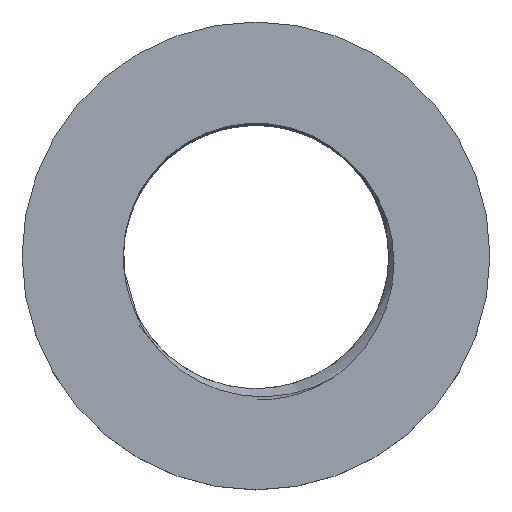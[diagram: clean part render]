
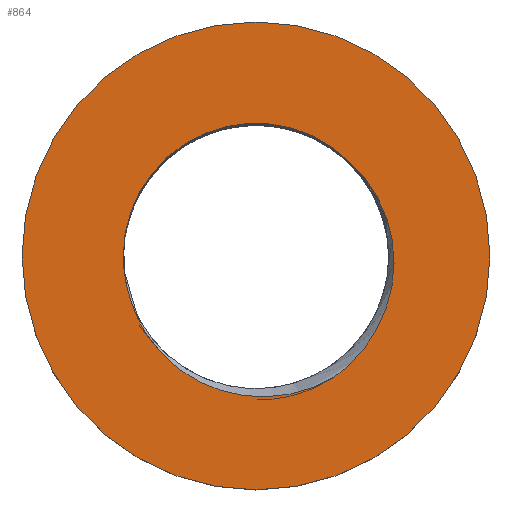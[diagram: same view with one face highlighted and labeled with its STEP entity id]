
A CAD part, top view. The second image highlights one B-rep face of the part: STEP entity #864.
In plain terms, the highlighted planar face has unit normal (0, 0, 1).
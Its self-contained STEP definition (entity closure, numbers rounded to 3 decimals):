
#864 = ADVANCED_FACE ( 'NONE', ( #12851, #12852 ), #13110, .T. ) ;
#961 = ORIENTED_EDGE ( 'NONE', *, *, #2489, .T. ) ;
#1142 = CIRCLE ( 'NONE', #12047, 4. ) ;
#1466 = CARTESIAN_POINT ( 'NONE',  ( 0., 0., 38. ) ) ;
#1467 = DIRECTION ( 'NONE',  ( 0., 0., -1. ) ) ;
#1468 = DIRECTION ( 'NONE',  ( -1., 0., 0. ) ) ;
#1472 = CARTESIAN_POINT ( 'NONE',  ( 2.345, -3.664, 38. ) ) ;
#1473 = CARTESIAN_POINT ( 'NONE',  ( 2.071, -3.822, 38. ) ) ;
#1474 = CARTESIAN_POINT ( 'NONE',  ( 1.784, -3.949, 38. ) ) ;
#1475 = CARTESIAN_POINT ( 'NONE',  ( 1.185, -4.14, 38. ) ) ;
#1476 = CARTESIAN_POINT ( 'NONE',  ( 0.872, -4.204, 38. ) ) ;
#1477 = CARTESIAN_POINT ( 'NONE',  ( 0.248, -4.258, 38. ) ) ;
#1478 = CARTESIAN_POINT ( 'NONE',  ( -0.069, -4.251, 38. ) ) ;
#1479 = CARTESIAN_POINT ( 'NONE',  ( -0.695, -4.164, 38. ) ) ;
#1480 = CARTESIAN_POINT ( 'NONE',  ( -1.004, -4.084, 38. ) ) ;
#1481 = CARTESIAN_POINT ( 'NONE',  ( -1.589, -3.861, 38. ) ) ;
#1482 = CARTESIAN_POINT ( 'NONE',  ( -1.867, -3.718, 38. ) ) ;
#1483 = CARTESIAN_POINT ( 'NONE',  ( -2.394, -3.365, 38. ) ) ;
#1484 = CARTESIAN_POINT ( 'NONE',  ( -2.637, -3.16, 38. ) ) ;
#1485 = CARTESIAN_POINT ( 'NONE',  ( -3.07, -2.7, 38. ) ) ;
#1486 = CARTESIAN_POINT ( 'NONE',  ( -3.26, -2.443, 38. ) ) ;
#1487 = CARTESIAN_POINT ( 'NONE',  ( -3.569, -1.901, 38. ) ) ;
#1488 = CARTESIAN_POINT ( 'NONE',  ( -3.692, -1.613, 38. ) ) ;
#1489 = CARTESIAN_POINT ( 'NONE',  ( -3.78, -1.309, 38. ) ) ;
#1490 = CARTESIAN_POINT ( 'NONE',  ( 2.828, 2.828, 38. ) ) ;
#1491 = CARTESIAN_POINT ( 'NONE',  ( 3.06, 2.617, 38. ) ) ;
#1492 = CARTESIAN_POINT ( 'NONE',  ( 3.262, 2.383, 38. ) ) ;
#1493 = CARTESIAN_POINT ( 'NONE',  ( 3.614, 1.872, 38. ) ) ;
#1494 = CARTESIAN_POINT ( 'NONE',  ( 3.762, 1.593, 38. ) ) ;
#1495 = CARTESIAN_POINT ( 'NONE',  ( 3.989, 1.017, 38. ) ) ;
#1496 = CARTESIAN_POINT ( 'NONE',  ( 4.07, 0.715, 38. ) ) ;
#1497 = CARTESIAN_POINT ( 'NONE',  ( 4.161, 0.097, 38. ) ) ;
#1498 = CARTESIAN_POINT ( 'NONE',  ( 4.171, -0.218, 38. ) ) ;
#1499 = CARTESIAN_POINT ( 'NONE',  ( 4.12, -0.84, 38. ) ) ;
#1500 = CARTESIAN_POINT ( 'NONE',  ( 4.059, -1.148, 38. ) ) ;
#1501 = CARTESIAN_POINT ( 'NONE',  ( 3.873, -1.737, 38. ) ) ;
#1502 = CARTESIAN_POINT ( 'NONE',  ( 3.747, -2.025, 38. ) ) ;
#1503 = CARTESIAN_POINT ( 'NONE',  ( 3.436, -2.566, 38. ) ) ;
#1504 = CARTESIAN_POINT ( 'NONE',  ( 3.25, -2.82, 38. ) ) ;
#1505 = CARTESIAN_POINT ( 'NONE',  ( 2.833, -3.278, 38. ) ) ;
#1506 = CARTESIAN_POINT ( 'NONE',  ( 2.601, -3.483, 38. ) ) ;
#1507 = CARTESIAN_POINT ( 'NONE',  ( 2.345, -3.664, 38. ) ) ;
#2487 = EDGE_CURVE ( 'NONE', #14140, #13828, #1142, .T. ) ;
#2489 = EDGE_CURVE ( 'NONE', #14130, #14140, #11263, .T. ) ;
#2490 = EDGE_CURVE ( 'NONE', #13902, #14130, #11262, .T. ) ;
#3591 = EDGE_CURVE ( 'NONE', #13828, #13902, #5764, .T. ) ;
#5688 = CARTESIAN_POINT ( 'NONE',  ( 0., 0., 38. ) ) ;
#5689 = DIRECTION ( 'NONE',  ( 0., 0., -1. ) ) ;
#5690 = DIRECTION ( 'NONE',  ( -1., 0., 0. ) ) ;
#5764 = CIRCLE ( 'NONE', #5962, 4. ) ;
#5962 = AXIS2_PLACEMENT_3D ( 'NONE', #5688, #5689, #5690 ) ;
#7760 = CIRCLE ( 'NONE', #9172, 7.05 ) ;
#8260 = CARTESIAN_POINT ( 'NONE',  ( -4., 0., 38. ) ) ;
#8334 = CARTESIAN_POINT ( 'NONE',  ( 2.828, 2.828, 38. ) ) ;
#8339 = CARTESIAN_POINT ( 'NONE',  ( 7.05, 0., 38. ) ) ;
#8430 = CARTESIAN_POINT ( 'NONE',  ( -7.05, 0., 38. ) ) ;
#8562 = CARTESIAN_POINT ( 'NONE',  ( 2.345, -3.664, 38. ) ) ;
#8572 = CARTESIAN_POINT ( 'NONE',  ( -3.78, -1.309, 38. ) ) ;
#8854 = CARTESIAN_POINT ( 'NONE',  ( 0., 0., 38. ) ) ;
#8855 = DIRECTION ( 'NONE',  ( 0., 0., 1. ) ) ;
#8856 = DIRECTION ( 'NONE',  ( -1., 0., 0. ) ) ;
#9172 = AXIS2_PLACEMENT_3D ( 'NONE', #8854, #8855, #8856 ) ;
#9255 = AXIS2_PLACEMENT_3D ( 'NONE', #10517, #10518, #10519 ) ;
#9778 = CIRCLE ( 'NONE', #9255, 7.05 ) ;
#10517 = CARTESIAN_POINT ( 'NONE',  ( 0., 0., 38. ) ) ;
#10518 = DIRECTION ( 'NONE',  ( 0., 0., 1. ) ) ;
#10519 = DIRECTION ( 'NONE',  ( -1., 0., 0. ) ) ;
#10609 = EDGE_LOOP ( 'NONE', ( #961, #11404, #11310, #11415 ) ) ;
#10611 = EDGE_LOOP ( 'NONE', ( #11378, #11312 ) ) ;
#11262 = B_SPLINE_CURVE_WITH_KNOTS ( 'NONE', 3,
 ( #1490, #1491, #1492, #1493, #1494, #1495, #1496, #1497, #1498, #1499, #1500, #1501, #1502, #1503, #1504, #1505, #1506, #1507 ),
 .UNSPECIFIED., .F., .F.,
 ( 4, 2, 2, 2, 2, 2, 2, 2, 4 ),
 ( 0., 0.001, 0.002, 0.003, 0.004, 0.005, 0.006, 0.006, 0.007 ),
 .UNSPECIFIED. ) ;
#11263 = B_SPLINE_CURVE_WITH_KNOTS ( 'NONE', 3,
 ( #1472, #1473, #1474, #1475, #1476, #1477, #1478, #1479, #1480, #1481, #1482, #1483, #1484, #1485, #1486, #1487, #1488, #1489 ),
 .UNSPECIFIED., .F., .F.,
 ( 4, 2, 2, 2, 2, 2, 2, 2, 4 ),
 ( 0., 0.001, 0.002, 0.003, 0.004, 0.005, 0.006, 0.007, 0.008 ),
 .UNSPECIFIED. ) ;
#11310 = ORIENTED_EDGE ( 'NONE', *, *, #3591, .T. ) ;
#11312 = ORIENTED_EDGE ( 'NONE', *, *, #14271, .T. ) ;
#11378 = ORIENTED_EDGE ( 'NONE', *, *, #14860, .T. ) ;
#11404 = ORIENTED_EDGE ( 'NONE', *, *, #2487, .T. ) ;
#11415 = ORIENTED_EDGE ( 'NONE', *, *, #2490, .T. ) ;
#11987 = AXIS2_PLACEMENT_3D ( 'NONE', #13111, #13112, #13113 ) ;
#12047 = AXIS2_PLACEMENT_3D ( 'NONE', #1466, #1467, #1468 ) ;
#12851 = FACE_BOUND ( 'NONE', #10609, .T. ) ;
#12852 = FACE_OUTER_BOUND ( 'NONE', #10611, .T. ) ;
#13110 = PLANE ( 'NONE',  #11987 ) ;
#13111 = CARTESIAN_POINT ( 'NONE',  ( -7.135, -7.135, 38. ) ) ;
#13112 = DIRECTION ( 'NONE',  ( 0., 0., 1. ) ) ;
#13113 = DIRECTION ( 'NONE',  ( 1., 0., 0. ) ) ;
#13828 = VERTEX_POINT ( 'NONE', #8260 ) ;
#13902 = VERTEX_POINT ( 'NONE', #8334 ) ;
#13907 = VERTEX_POINT ( 'NONE', #8339 ) ;
#13998 = VERTEX_POINT ( 'NONE', #8430 ) ;
#14130 = VERTEX_POINT ( 'NONE', #8562 ) ;
#14140 = VERTEX_POINT ( 'NONE', #8572 ) ;
#14271 = EDGE_CURVE ( 'NONE', #13907, #13998, #7760, .T. ) ;
#14860 = EDGE_CURVE ( 'NONE', #13998, #13907, #9778, .T. ) ;
